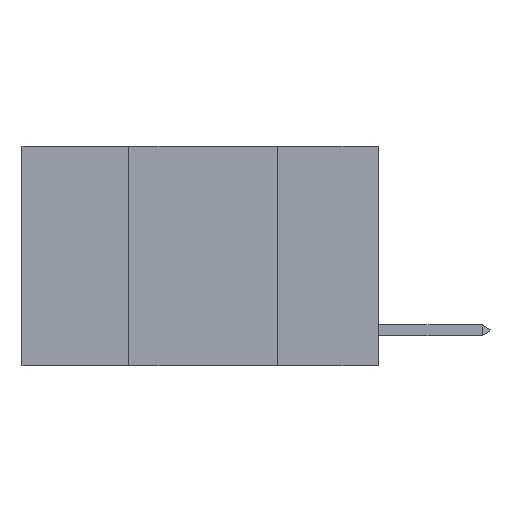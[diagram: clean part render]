
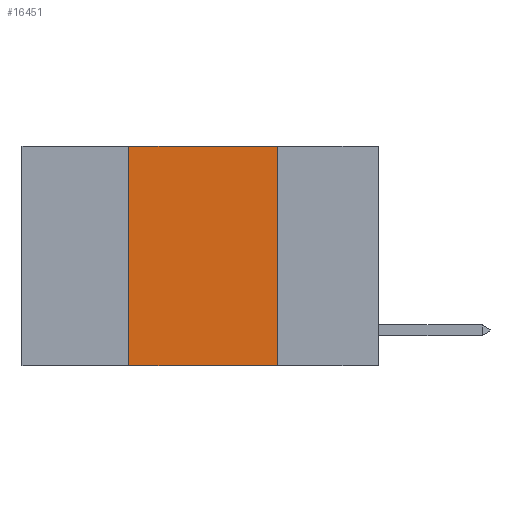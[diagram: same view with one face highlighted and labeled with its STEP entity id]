
A CAD part, left-side view. The second image highlights one B-rep face of the part: STEP entity #16451.
In plain terms, the highlighted planar face has unit normal (-1, 0, 0).
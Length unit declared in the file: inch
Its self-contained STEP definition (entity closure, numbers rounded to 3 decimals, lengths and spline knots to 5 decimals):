
#2364 = LINE ( 'NONE', #19664, #18773 ) ;
#2662 = EDGE_CURVE ( 'NONE', #16355, #6132, #18360, .T. ) ;
#2795 = EDGE_CURVE ( 'NONE', #10219, #3176, #7393, .T. ) ;
#3176 = VERTEX_POINT ( 'NONE', #14377 ) ;
#3232 = ORIENTED_EDGE ( 'NONE', *, *, #8094, .F. ) ;
#3436 = VECTOR ( 'NONE', #20451, 39.37008 ) ;
#3465 = ORIENTED_EDGE ( 'NONE', *, *, #5982, .F. ) ;
#3695 = DIRECTION ( 'NONE',  ( 0., -1., 0. ) ) ;
#5562 = DIRECTION ( 'NONE',  ( 0., -1., 0. ) ) ;
#5661 = VECTOR ( 'NONE', #3695, 39.37008 ) ;
#5982 = EDGE_CURVE ( 'NONE', #10219, #16355, #7655, .T. ) ;
#6132 = VERTEX_POINT ( 'NONE', #11220 ) ;
#7393 = LINE ( 'NONE', #16710, #19615 ) ;
#7655 = LINE ( 'NONE', #7676, #3436 ) ;
#7676 = CARTESIAN_POINT ( 'NONE',  ( 0., 0.42, 0. ) ) ;
#8094 = EDGE_CURVE ( 'NONE', #6132, #3176, #2364, .T. ) ;
#8180 = ORIENTED_EDGE ( 'NONE', *, *, #2662, .F. ) ;
#9162 = DIRECTION ( 'NONE',  ( 1., 0., 0. ) ) ;
#9969 = CARTESIAN_POINT ( 'NONE',  ( 0., 0.6, 0. ) ) ;
#10121 = DIRECTION ( 'NONE',  ( 0., 0., -1. ) ) ;
#10219 = VERTEX_POINT ( 'NONE', #17346 ) ;
#11220 = CARTESIAN_POINT ( 'NONE',  ( 0., 0.17, 0. ) ) ;
#12291 = CARTESIAN_POINT ( 'NONE',  ( 0., 0.6, 0. ) ) ;
#13670 = ORIENTED_EDGE ( 'NONE', *, *, #2795, .T. ) ;
#13889 = FACE_OUTER_BOUND ( 'NONE', #15795, .T. ) ;
#14377 = CARTESIAN_POINT ( 'NONE',  ( 0., 0.17, -0.37 ) ) ;
#15277 = CARTESIAN_POINT ( 'NONE',  ( 0., 0.42, 0. ) ) ;
#15795 = EDGE_LOOP ( 'NONE', ( #3232, #8180, #3465, #13670 ) ) ;
#16355 = VERTEX_POINT ( 'NONE', #15277 ) ;
#16451 = ADVANCED_FACE ( 'NONE', ( #13889 ), #18694, .F. ) ;
#16710 = CARTESIAN_POINT ( 'NONE',  ( 0., 0.6, -0.37 ) ) ;
#17346 = CARTESIAN_POINT ( 'NONE',  ( 0., 0.42, -0.37 ) ) ;
#18360 = LINE ( 'NONE', #9969, #5661 ) ;
#18694 = PLANE ( 'NONE',  #20167 ) ;
#18773 = VECTOR ( 'NONE', #10121, 39.37008 ) ;
#19615 = VECTOR ( 'NONE', #5562, 39.37008 ) ;
#19664 = CARTESIAN_POINT ( 'NONE',  ( 0., 0.17, 0. ) ) ;
#20167 = AXIS2_PLACEMENT_3D ( 'NONE', #12291, #9162, #20313 ) ;
#20313 = DIRECTION ( 'NONE',  ( 0., 0., -1. ) ) ;
#20451 = DIRECTION ( 'NONE',  ( 0., 0., 1. ) ) ;
